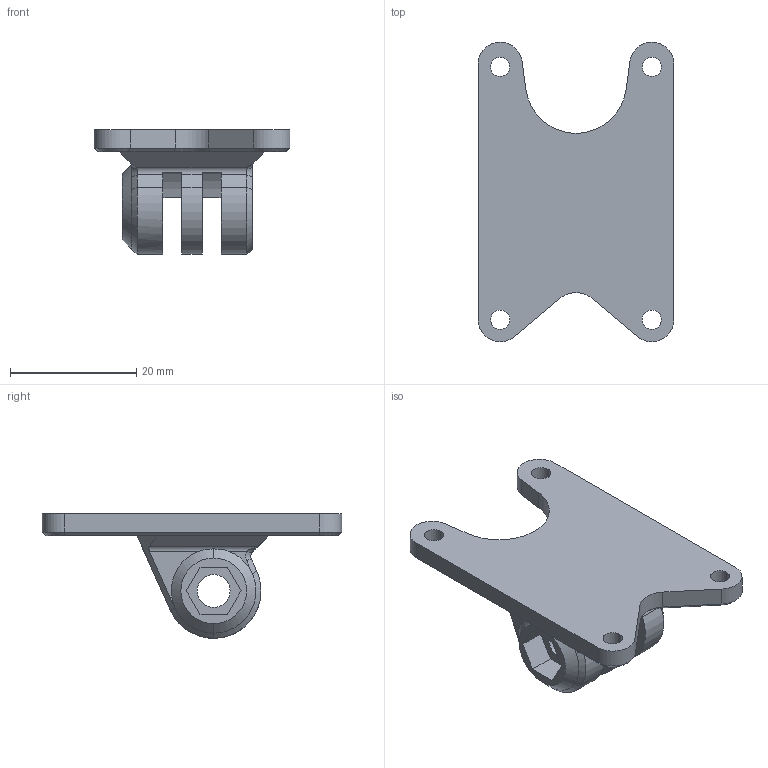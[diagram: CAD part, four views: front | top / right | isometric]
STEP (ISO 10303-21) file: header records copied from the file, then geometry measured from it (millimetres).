
FILE_DESCRIPTION (( 'STEP AP214' ), '1' );
FILE_NAME ('Apex_GoPro_Screw_Mount.STEP', '2022-02-04T01:12:09', ( '' ), ( '' ), 'SwSTEP 2.0', 'SolidWorks 2020', '' );
FILE_SCHEMA (( 'AUTOMOTIVE_DESIGN' ));
Length unit declared in the file: millimetre
Products named in the file (1): Apex_GoPro_Screw_Mount
Bounding box: 31 x 47.41 x 19.7 mm (x, y, z)
Volume: 7105 mm3; surface area: 4605.2 mm2
Topology: 1 solids, 1 shells, 86 faces, 225 edges, 142 vertices
Faces by surface type: plane 42, cylinder 29, cone 13, bspline 2
Entity records: 2905 total; most frequent: CARTESIAN_POINT 703, DIRECTION 456, ORIENTED_EDGE 450, EDGE_CURVE 225, AXIS2_PLACEMENT_3D 160, VERTEX_POINT 142, VECTOR 136, LINE 136
